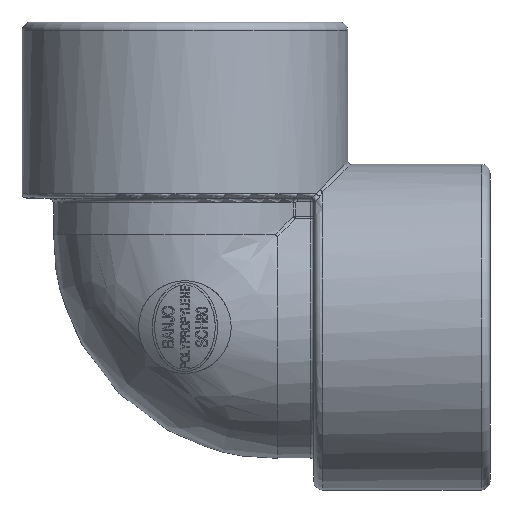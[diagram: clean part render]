
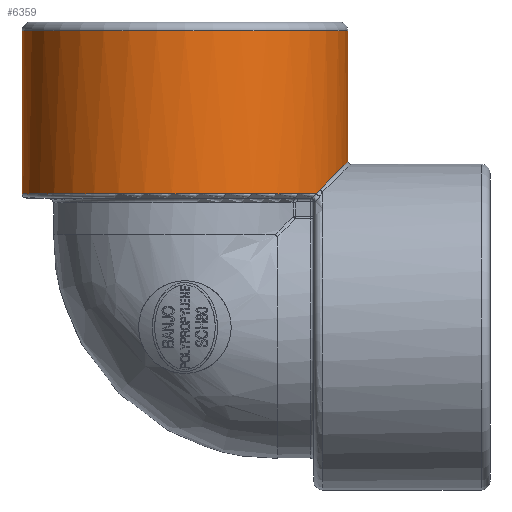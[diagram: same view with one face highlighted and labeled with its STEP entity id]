
A CAD part, left-side view. The second image highlights one B-rep face of the part: STEP entity #6359.
In plain terms, the highlighted cylindrical face has radius 27.94 mm (diameter 55.88 mm), a full revolution.
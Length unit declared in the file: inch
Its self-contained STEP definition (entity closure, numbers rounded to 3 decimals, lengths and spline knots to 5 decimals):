
#234=ELLIPSE('',#6785,1.56984,1.1);
#277=FACE_BOUND('',#910,.T.);
#487=CYLINDRICAL_SURFACE('',#6782,1.1);
#510=FACE_OUTER_BOUND('',#909,.T.);
#909=EDGE_LOOP('',(#4343));
#910=EDGE_LOOP('',(#4344,#4345,#4346,#4347));
#1359=CIRCLE('',#6783,1.1);
#1360=CIRCLE('',#6784,1.1);
#2197=B_SPLINE_CURVE_WITH_KNOTS('',3,(#9692,#9693,#9694,#9695),
 .UNSPECIFIED.,.F.,.F.,(4,4),(0.,0.13474),.UNSPECIFIED.);
#2198=B_SPLINE_CURVE_WITH_KNOTS('',3,(#9699,#9700,#9701,#9702),
 .UNSPECIFIED.,.F.,.F.,(4,4),(0.,0.13474),.UNSPECIFIED.);
#2652=VERTEX_POINT('',#9688);
#2653=VERTEX_POINT('',#9690);
#2654=VERTEX_POINT('',#9691);
#2655=VERTEX_POINT('',#9696);
#2656=VERTEX_POINT('',#9698);
#3324=EDGE_CURVE('',#2652,#2652,#1359,.T.);
#3325=EDGE_CURVE('',#2653,#2654,#2197,.T.);
#3326=EDGE_CURVE('',#2655,#2653,#1360,.T.);
#3327=EDGE_CURVE('',#2656,#2655,#2198,.T.);
#3328=EDGE_CURVE('',#2654,#2656,#234,.T.);
#4343=ORIENTED_EDGE('',*,*,#3324,.F.);
#4344=ORIENTED_EDGE('',*,*,#3325,.F.);
#4345=ORIENTED_EDGE('',*,*,#3326,.F.);
#4346=ORIENTED_EDGE('',*,*,#3327,.F.);
#4347=ORIENTED_EDGE('',*,*,#3328,.F.);
#6359=ADVANCED_FACE('',(#510,#277),#487,.T.);
#6782=AXIS2_PLACEMENT_3D('',#9687,#7242,#7243);
#6783=AXIS2_PLACEMENT_3D('',#9689,#7244,#7245);
#6784=AXIS2_PLACEMENT_3D('',#9697,#7246,#7247);
#6785=AXIS2_PLACEMENT_3D('',#9703,#7248,#7249);
#7242=DIRECTION('center_axis',(0.,0.,1.));
#7243=DIRECTION('ref_axis',(1.,0.,0.));
#7244=DIRECTION('center_axis',(0.,0.,1.));
#7245=DIRECTION('ref_axis',(-1.,0.,0.));
#7246=DIRECTION('center_axis',(0.,0.,-1.));
#7247=DIRECTION('ref_axis',(0.,1.,0.));
#7248=DIRECTION('center_axis',(0.,-0.713,-0.701));
#7249=DIRECTION('ref_axis',(0.,-0.701,0.713));
#9687=CARTESIAN_POINT('Origin',(0.,0.,1.465));
#9688=CARTESIAN_POINT('',(1.1,0.,2.));
#9689=CARTESIAN_POINT('Origin',(0.,0.,2.));
#9690=CARTESIAN_POINT('',(0.64808,-0.88881,0.9));
#9691=CARTESIAN_POINT('',(0.61295,-0.91339,0.93));
#9692=CARTESIAN_POINT('Ctrl Pts',(0.64808,-0.88881,
0.9));
#9693=CARTESIAN_POINT('Ctrl Pts',(0.6373,-0.89667,
0.91132));
#9694=CARTESIAN_POINT('Ctrl Pts',(0.62555,-0.90494,
0.92139));
#9695=CARTESIAN_POINT('Ctrl Pts',(0.61295,-0.91339,
0.93));
#9696=CARTESIAN_POINT('',(-0.64808,-0.88881,0.9));
#9697=CARTESIAN_POINT('Origin',(0.,0.,0.9));
#9698=CARTESIAN_POINT('',(-0.61295,-0.91339,0.93));
#9699=CARTESIAN_POINT('Ctrl Pts',(-0.61295,-0.91339,
0.93));
#9700=CARTESIAN_POINT('Ctrl Pts',(-0.62555,-0.90494,
0.92139));
#9701=CARTESIAN_POINT('Ctrl Pts',(-0.6373,-0.89667,
0.91132));
#9702=CARTESIAN_POINT('Ctrl Pts',(-0.64808,-0.88881,
0.9));
#9703=CARTESIAN_POINT('Origin',(0.,0.,0.));
